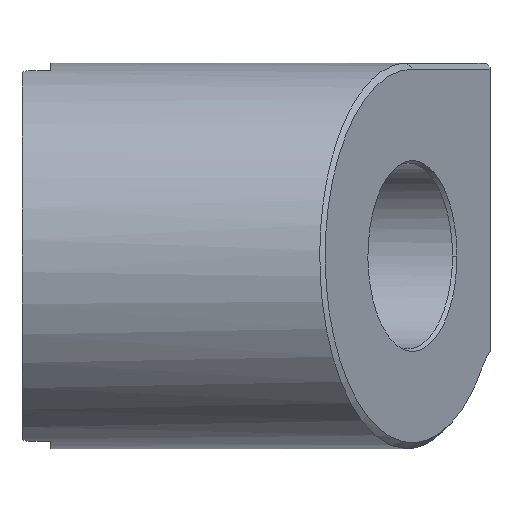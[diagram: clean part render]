
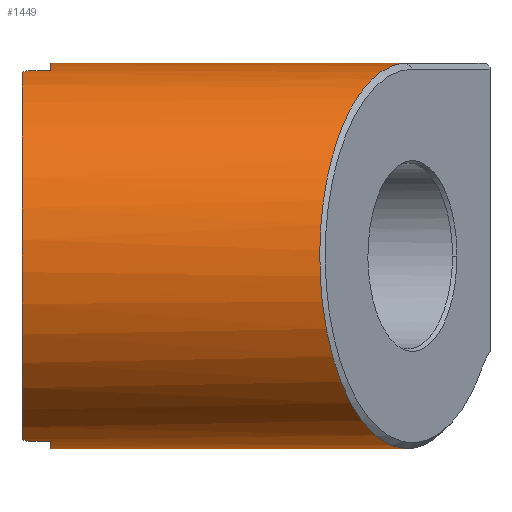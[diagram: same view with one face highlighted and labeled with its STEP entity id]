
A CAD part, left-side view. The second image highlights one B-rep face of the part: STEP entity #1449.
In plain terms, the highlighted cylindrical face has radius 14.5 mm (diameter 29 mm), a partial arc.
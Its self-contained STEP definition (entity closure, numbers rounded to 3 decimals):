
#883=VERTEX_POINT('NONE',#2427);
#903=EDGE_CURVE('NONE',#1999,#2295,#2450,.F.);
#931=VERTEX_POINT('NONE',#2481);
#1003=EDGE_CURVE('NONE',#1375,#1873,#2561,.T.);
#1229=EDGE_CURVE('NONE',#931,#1999,#2807,.F.);
#1295=EDGE_CURVE('NONE',#1325,#931,#2879,.T.);
#1325=VERTEX_POINT('NONE',#2910);
#1375=VERTEX_POINT('',#2965);
#1449=ADVANCED_FACE('NONE',(#3046),#3047,.T.);
#1461=EDGE_CURVE('',#2217,#1375,#3061,.T.);
#1475=VERTEX_POINT('NONE',#3075);
#1691=EDGE_CURVE('NONE',#2295,#2217,#3315,.F.);
#1839=EDGE_CURVE('NONE',#1883,#883,#3477,.T.);
#1873=VERTEX_POINT('NONE',#3514);
#1883=VERTEX_POINT('NONE',#3526);
#1891=EDGE_CURVE('NONE',#883,#1475,#3534,.F.);
#1999=VERTEX_POINT('NONE',#3655);
#2165=VERTEX_POINT('NONE',#3842);
#2181=EDGE_CURVE('NONE',#1873,#1883,#3858,.F.);
#2217=VERTEX_POINT('NONE',#3896);
#2221=EDGE_CURVE('NONE',#2165,#1325,#3900,.F.);
#2291=EDGE_CURVE('NONE',#1475,#2165,#3977,.F.);
#2295=VERTEX_POINT('NONE',#3981);
#2427=CARTESIAN_POINT('',(0.0,-2.15,14.5));
#2450=LINE('',#4266,#4267);
#2481=CARTESIAN_POINT('',(-4.45,0.0,-13.8));
#2561=B_SPLINE_CURVE_WITH_KNOTS('',3,(#4564,#4565,#4566,#4567,#4568,#4569,#4570,#4571,#4572,#4573,#4574,#4575,#4576,#4577,#4578,#4579,#4580,#4581,#4582,#4583,#4584,#4585,#4586,#4587,#4588,#4589,#4590,#4591,#4592,#4593,#4594,#4595,#4596,#4597,#4598,#4599,#4600,#4601,#4602,#4603,#4604,#4605,#4606,#4607,#4608,#4609,#4610,#4611,#4612,#4613,#4614,#4615,#4616,#4617),.UNSPECIFIED.,.F.,.F.,(4,2,2,2,2,2,2,2,2,2,2,2,2,2,2,2,2,2,2,2,2,2,2,2,2,2,4),(-54.801,-51.188,-47.725,-45.377,-42.774,-38.862,-35.803,-33.965,-30.721,-27.893,-26.191,-20.361,-19.621,-17.892,-12.559,-9.16,-6.196,-2.799,-0.676,-0.621,-0.562,-0.472,-0.398,-0.325,-0.211,-0.111,-0.0),.UNSPECIFIED.);
#2807=ELLIPSE('',#5006,20.506,14.5);
#2879=CIRCLE('',#5128,14.5);
#2910=CARTESIAN_POINT('',(-4.45,0.0,13.8));
#2965=CARTESIAN_POINT('',(0.,-28.951,-14.5));
#3046=FACE_OUTER_BOUND('',#5492,.T.);
#3047=CYLINDRICAL_SURFACE('',#5493,14.5);
#3061=LINE('',#5510,#5511);
#3075=CARTESIAN_POINT('',(-3.95,-2.15,13.952));
#3315=CIRCLE('',#5991,14.5);
#3477=LINE('',#6277,#6278);
#3514=CARTESIAN_POINT('',(0.0,-28.95,14.5));
#3526=CARTESIAN_POINT('',(0.0,-21.75,14.5));
#3534=CIRCLE('',#6391,14.5);
#3655=CARTESIAN_POINT('',(-3.95,-0.5,-13.952));
#3842=CARTESIAN_POINT('',(-3.95,-0.5,13.952));
#3858=LINE('',#6919,#6920);
#3896=CARTESIAN_POINT('',(0.,-2.15,-14.5));
#3900=ELLIPSE('',#6989,20.506,14.5);
#3977=LINE('',#7138,#7139);
#3981=CARTESIAN_POINT('',(-3.95,-2.15,-13.952));
#4266=CARTESIAN_POINT('',(-3.95,-29.17,-13.952));
#4267=VECTOR('',#7305,1.0);
#4564=CARTESIAN_POINT('',(1.664,-29.701,-14.404));
#4565=CARTESIAN_POINT('',(0.663,-29.25,-14.52));
#4566=CARTESIAN_POINT('',(-0.347,-28.796,-14.531));
#4567=CARTESIAN_POINT('',(-2.309,-27.907,-14.347));
#4568=CARTESIAN_POINT('',(-3.262,-27.474,-14.162));
#4569=CARTESIAN_POINT('',(-4.822,-26.768,-13.691));
#4570=CARTESIAN_POINT('',(-5.441,-26.488,-13.457));
#4571=CARTESIAN_POINT('',(-6.714,-25.914,-12.873));
#4572=CARTESIAN_POINT('',(-7.362,-25.622,-12.514));
#4573=CARTESIAN_POINT('',(-8.918,-24.92,-11.488));
#4574=CARTESIAN_POINT('',(-9.788,-24.524,-10.759));
#4575=CARTESIAN_POINT('',(-11.183,-23.893,-9.274));
#4576=CARTESIAN_POINT('',(-11.738,-23.643,-8.562));
#4577=CARTESIAN_POINT('',(-12.52,-23.291,-7.334));
#4578=CARTESIAN_POINT('',(-12.789,-23.17,-6.855));
#4579=CARTESIAN_POINT('',(-13.457,-22.867,-5.486));
#4580=CARTESIAN_POINT('',(-13.797,-22.712,-4.566));
#4581=CARTESIAN_POINT('',(-14.257,-22.503,-2.78));
#4582=CARTESIAN_POINT('',(-14.397,-22.441,-1.929));
#4583=CARTESIAN_POINT('',(-14.499,-22.396,-0.549));
#4584=CARTESIAN_POINT('',(-14.509,-22.392,-0.029));
#4585=CARTESIAN_POINT('',(-14.431,-22.428,2.271));
#4586=CARTESIAN_POINT('',(-14.046,-22.598,4.007));
#4587=CARTESIAN_POINT('',(-13.277,-22.948,5.833));
#4588=CARTESIAN_POINT('',(-13.186,-22.989,6.036));
#4589=CARTESIAN_POINT('',(-12.867,-23.134,6.706));
#4590=CARTESIAN_POINT('',(-12.619,-23.246,7.16));
#4591=CARTESIAN_POINT('',(-11.517,-23.745,8.952));
#4592=CARTESIAN_POINT('',(-10.482,-24.209,10.137));
#4593=CARTESIAN_POINT('',(-8.542,-25.087,11.758));
#4594=CARTESIAN_POINT('',(-7.731,-25.456,12.305));
#4595=CARTESIAN_POINT('',(-6.138,-26.175,13.164));
#4596=CARTESIAN_POINT('',(-5.366,-26.523,13.496));
#4597=CARTESIAN_POINT('',(-3.668,-27.29,14.061));
#4598=CARTESIAN_POINT('',(-2.737,-27.712,14.271));
#4599=CARTESIAN_POINT('',(-1.208,-28.404,14.462));
#4600=CARTESIAN_POINT('',(-0.617,-28.672,14.499));
#4601=CARTESIAN_POINT('',(-0.009,-28.946,14.5));
#4602=CARTESIAN_POINT('',(0.007,-28.953,14.5));
#4603=CARTESIAN_POINT('',(0.042,-28.969,14.5));
#4604=CARTESIAN_POINT('',(0.06,-28.977,14.5));
#4605=CARTESIAN_POINT('',(0.105,-28.997,14.5));
#4606=CARTESIAN_POINT('',(0.132,-29.01,14.499));
#4607=CARTESIAN_POINT('',(0.182,-29.033,14.499));
#4608=CARTESIAN_POINT('',(0.204,-29.043,14.499));
#4609=CARTESIAN_POINT('',(0.249,-29.064,14.498));
#4610=CARTESIAN_POINT('',(0.27,-29.074,14.497));
#4611=CARTESIAN_POINT('',(0.327,-29.101,14.496));
#4612=CARTESIAN_POINT('',(0.361,-29.117,14.496));
#4613=CARTESIAN_POINT('',(0.425,-29.148,14.494));
#4614=CARTESIAN_POINT('',(0.455,-29.163,14.493));
#4615=CARTESIAN_POINT('',(0.519,-29.194,14.491));
#4616=CARTESIAN_POINT('',(0.552,-29.21,14.49));
#4617=CARTESIAN_POINT('',(0.585,-29.226,14.488));
#5006=AXIS2_PLACEMENT_3D('',#7670,#7671,#7672);
#5128=AXIS2_PLACEMENT_3D('',#7750,#7751,#7752);
#5492=EDGE_LOOP('',(#7919,#7920,#7921,#7922,#7923,#7924,#7925,#7926,#7927,#7928,#7929));
#5493=AXIS2_PLACEMENT_3D('',#7930,#7931,#7932);
#5510=CARTESIAN_POINT('',(0.,-14.476,-14.5));
#5511=VECTOR('',#7950,1.0);
#5991=AXIS2_PLACEMENT_3D('',#8246,#8247,#8248);
#6277=CARTESIAN_POINT('',(0.0,-29.17,14.5));
#6278=VECTOR('',#8408,1000.0);
#6391=AXIS2_PLACEMENT_3D('',#8463,#8464,#8465);
#6919=CARTESIAN_POINT('',(0.0,-29.17,14.5));
#6920=VECTOR('',#8833,1.0);
#6989=AXIS2_PLACEMENT_3D('',#8863,#8864,#8865);
#7138=CARTESIAN_POINT('',(-3.95,-29.17,13.952));
#7139=VECTOR('',#8945,1.0);
#7305=DIRECTION('',(-0.0,1.0,0.0));
#7670=CARTESIAN_POINT('',(0.0,-4.45,0.0));
#7671=DIRECTION('',(0.707,0.707,0.0));
#7672=DIRECTION('',(-0.707,0.707,-0.0));
#7750=CARTESIAN_POINT('',(0.0,0.0,0.0));
#7751=DIRECTION('',(0.0,-1.0,0.0));
#7752=DIRECTION('',(0.0,0.0,1.0));
#7919=ORIENTED_EDGE('',*,*,#1461,.T.);
#7920=ORIENTED_EDGE('',*,*,#1003,.T.);
#7921=ORIENTED_EDGE('',*,*,#2181,.T.);
#7922=ORIENTED_EDGE('',*,*,#1839,.T.);
#7923=ORIENTED_EDGE('',*,*,#1891,.T.);
#7924=ORIENTED_EDGE('',*,*,#2291,.T.);
#7925=ORIENTED_EDGE('',*,*,#2221,.T.);
#7926=ORIENTED_EDGE('',*,*,#1295,.T.);
#7927=ORIENTED_EDGE('',*,*,#1229,.T.);
#7928=ORIENTED_EDGE('',*,*,#903,.T.);
#7929=ORIENTED_EDGE('',*,*,#1691,.T.);
#7930=CARTESIAN_POINT('',(0.0,-29.17,0.0));
#7931=DIRECTION('',(-0.0,1.0,-0.0));
#7932=DIRECTION('',(0.0,0.0,1.0));
#7950=DIRECTION('',(0.0,-1.0,0.0));
#8246=CARTESIAN_POINT('',(0.0,-2.15,0.0));
#8247=DIRECTION('',(-0.0,1.0,0.0));
#8248=DIRECTION('',(0.0,0.0,1.0));
#8408=DIRECTION('',(0.0,1.0,0.0));
#8463=CARTESIAN_POINT('',(0.0,-2.15,0.0));
#8464=DIRECTION('',(-0.0,1.0,0.0));
#8465=DIRECTION('',(0.0,0.0,1.0));
#8833=DIRECTION('',(0.0,-1.0,0.0));
#8863=CARTESIAN_POINT('',(0.0,-4.45,0.0));
#8864=DIRECTION('',(0.707,0.707,0.0));
#8865=DIRECTION('',(-0.707,0.707,-0.0));
#8945=DIRECTION('',(0.0,-1.0,0.0));
